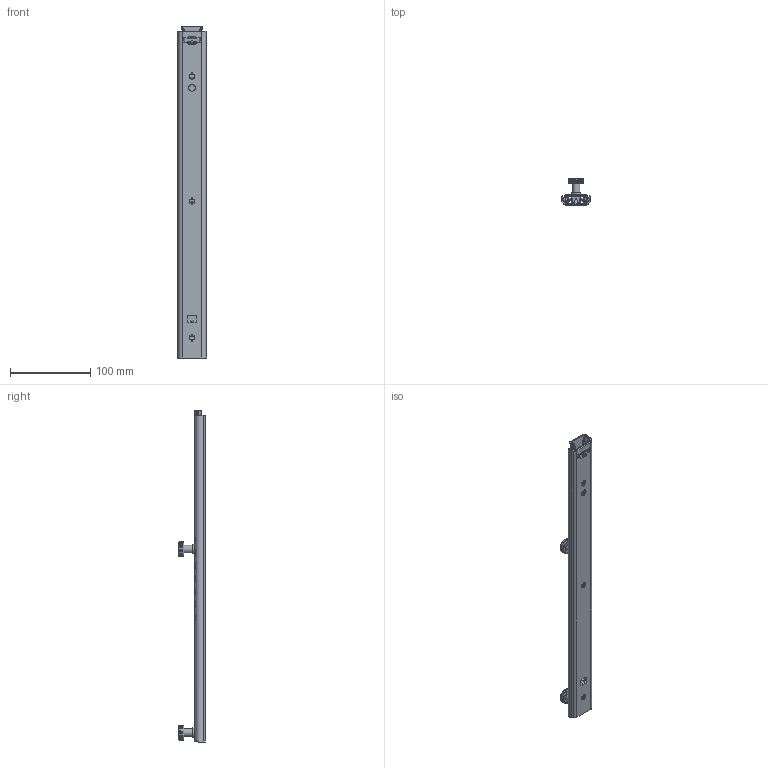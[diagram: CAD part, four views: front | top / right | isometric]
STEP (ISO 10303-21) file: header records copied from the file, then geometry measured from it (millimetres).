
FILE_DESCRIPTION(/* description */ ('Main Assembly'),/* implementation_level */ '2;1');
FILE_NAME(/* name */ '127A10.stp',/* time_stamp */ '2022-01-21T11:58:58+01:00',/* author */ ('r.cornelissen'),/* organization */ (''),/* preprocessor_version */ 'ST-DEVELOPER v18.1',/* originating_system */ 'Autodesk Inventor 2022',/* authorisation */ '');
FILE_SCHEMA (('AUTOMOTIVE_DESIGN { 1 0 10303 214 3 1 1 }'));
Length unit declared in the file: millimetre
Products named in the file (11): 127-A10; 127-A10_1; 127-A10_2; 127-A10_3; 127-A10_4; 127-A10_5; 921058; 127-A10_6; 127-A10_7; 127-A10_8; 921-621
Assembly tree (25 placements, depth 3):
  127-A10
    127-A10_1
    127-A10_2
      127-A10_3
    127-A10_4
      127-A10_5
      921058  x2
      127-A10_6  x14
    127-A10_7
      127-A10_8
      921-621  x2
Bounding box: 37 x 32.84 x 412.5 mm (x, y, z)
Volume: 74121 mm3; surface area: 88542.4 mm2
Topology: 29 solids, 29 shells, 860 faces, 2272 edges, 1480 vertices
Faces by surface type: plane 418, cylinder 374, cone 26, sphere 26, bspline 12, torus 4
Full cylindrical faces by diameter (mm): 1.5 x48, 3 x2, 3.2 x2, 4.5 x4, 5.9 x14, 6 x2, 6.1 x2, 8 x1, 9.2 x2, 9.5 x2, 12.8 x4, 13 x1, 18.9 x2
Entity records: 21456 total; most frequent: CARTESIAN_POINT 4537, DIRECTION 3500, ORIENTED_EDGE 3422, EDGE_CURVE 1711, AXIS2_PLACEMENT_3D 1209, VERTEX_POINT 1120, LINE 1082, VECTOR 1082
